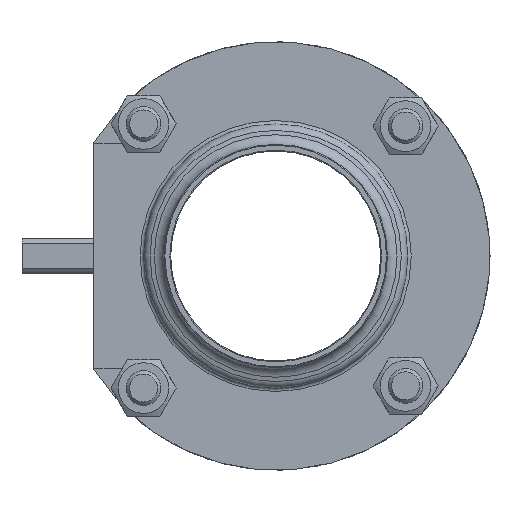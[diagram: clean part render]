
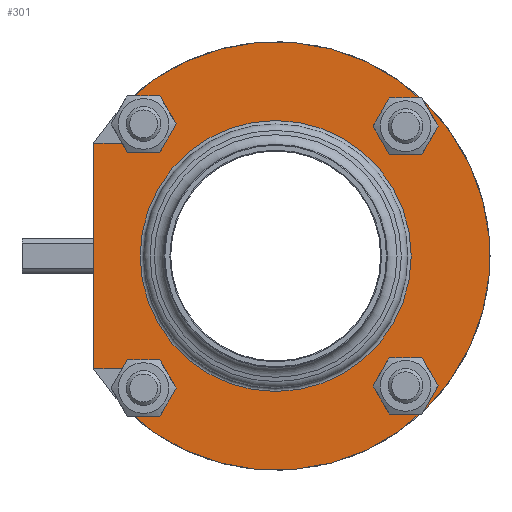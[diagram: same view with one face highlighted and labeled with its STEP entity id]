
A CAD part, left-side view. The second image highlights one B-rep face of the part: STEP entity #301.
In plain terms, the highlighted face is planar.
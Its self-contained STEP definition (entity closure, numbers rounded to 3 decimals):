
#301 = ADVANCED_FACE( '', ( #713, #714, #715, #716 ), #717, .T. );
#713 = FACE_OUTER_BOUND( '', #1389, .T. );
#714 = FACE_BOUND( '', #1390, .T. );
#715 = FACE_BOUND( '', #1391, .T. );
#716 = FACE_BOUND( '', #1392, .T. );
#717 = PLANE( '', #1393 );
#1389 = EDGE_LOOP( '', ( #2490, #2491, #2492, #2493, #2494, #2495, #2496, #2497 ) );
#1390 = EDGE_LOOP( '', ( #2498 ) );
#1391 = EDGE_LOOP( '', ( #2499 ) );
#1392 = EDGE_LOOP( '', ( #2500 ) );
#1393 = AXIS2_PLACEMENT_3D( '', #2501, #2502, #2503 );
#2490 = ORIENTED_EDGE( '', *, *, #3934, .F. );
#2491 = ORIENTED_EDGE( '', *, *, #3931, .F. );
#2492 = ORIENTED_EDGE( '', *, *, #3938, .F. );
#2493 = ORIENTED_EDGE( '', *, *, #3947, .F. );
#2494 = ORIENTED_EDGE( '', *, *, #3948, .T. );
#2495 = ORIENTED_EDGE( '', *, *, #3949, .F. );
#2496 = ORIENTED_EDGE( '', *, *, #3950, .F. );
#2497 = ORIENTED_EDGE( '', *, *, #3951, .F. );
#2498 = ORIENTED_EDGE( '', *, *, #3952, .F. );
#2499 = ORIENTED_EDGE( '', *, *, #3953, .F. );
#2500 = ORIENTED_EDGE( '', *, *, #3954, .F. );
#2501 = CARTESIAN_POINT( '', ( 8., 31.3, 0. ) );
#2502 = DIRECTION( '', ( 1., 0., 0. ) );
#2503 = DIRECTION( '', ( 0., 0., -1. ) );
#3931 = EDGE_CURVE( '', #4598, #4600, #4601, .T. );
#3934 = EDGE_CURVE( '', #4600, #4605, #4606, .T. );
#3938 = EDGE_CURVE( '', #4610, #4598, #4612, .T. );
#3947 = EDGE_CURVE( '', #4628, #4610, #4629, .T. );
#3948 = EDGE_CURVE( '', #4628, #4630, #4631, .T. );
#3949 = EDGE_CURVE( '', #4632, #4630, #4633, .T. );
#3950 = EDGE_CURVE( '', #4634, #4632, #4635, .T. );
#3951 = EDGE_CURVE( '', #4605, #4634, #4636, .T. );
#3952 = EDGE_CURVE( '', #4637, #4637, #4638, .T. );
#3953 = EDGE_CURVE( '', #4639, #4639, #4640, .T. );
#3954 = EDGE_CURVE( '', #4641, #4641, #4642, .T. );
#4598 = VERTEX_POINT( '', #5900 );
#4600 = VERTEX_POINT( '', #5903 );
#4601 = LINE( '', #5904, #5905 );
#4605 = VERTEX_POINT( '', #5911 );
#4606 = LINE( '', #5912, #5913 );
#4610 = VERTEX_POINT( '', #5918 );
#4612 = CIRCLE( '', #5921, 4.5 );
#4628 = VERTEX_POINT( '', #5940 );
#4629 = LINE( '', #5941, #5942 );
#4630 = VERTEX_POINT( '', #5943 );
#4631 = CIRCLE( '', #5944, 49.5 );
#4632 = VERTEX_POINT( '', #5945 );
#4633 = LINE( '', #5946, #5947 );
#4634 = VERTEX_POINT( '', #5948 );
#4635 = CIRCLE( '', #5949, 4.5 );
#4636 = LINE( '', #5950, #5951 );
#4637 = VERTEX_POINT( '', #5952 );
#4638 = CIRCLE( '', #5953, 4.5 );
#4639 = VERTEX_POINT( '', #5954 );
#4640 = CIRCLE( '', #5955, 4.5 );
#4641 = VERTEX_POINT( '', #5956 );
#4642 = CIRCLE( '', #5957, 31.3 );
#5900 = CARTESIAN_POINT( '', ( 8., 30.52, 26. ) );
#5903 = CARTESIAN_POINT( '', ( 8., 42., 26. ) );
#5904 = CARTESIAN_POINT( '', ( 8., 30.52, 26. ) );
#5905 = VECTOR( '', #7796, 1000. );
#5911 = CARTESIAN_POINT( '', ( 8., 42., -26. ) );
#5912 = CARTESIAN_POINT( '', ( 8., 42., 26. ) );
#5913 = VECTOR( '', #7799, 1000. );
#5918 = CARTESIAN_POINT( '', ( 8., 30.52, 35. ) );
#5921 = AXIS2_PLACEMENT_3D( '', #7805, #7806, #7807 );
#5940 = CARTESIAN_POINT( '', ( 8., 35.004, 35. ) );
#5941 = CARTESIAN_POINT( '', ( 8., 50.4, 35. ) );
#5942 = VECTOR( '', #7826, 1000. );
#5943 = CARTESIAN_POINT( '', ( 8., 35.004, -35. ) );
#5944 = AXIS2_PLACEMENT_3D( '', #7827, #7828, #7829 );
#5945 = CARTESIAN_POINT( '', ( 8., 30.52, -35. ) );
#5946 = CARTESIAN_POINT( '', ( 8., 30.52, -35. ) );
#5947 = VECTOR( '', #7830, 1000. );
#5948 = CARTESIAN_POINT( '', ( 8., 30.52, -26. ) );
#5949 = AXIS2_PLACEMENT_3D( '', #7831, #7832, #7833 );
#5950 = CARTESIAN_POINT( '', ( 8., 42., -26. ) );
#5951 = VECTOR( '', #7834, 1000. );
#5952 = CARTESIAN_POINT( '', ( 8., -30., 25.5 ) );
#5953 = AXIS2_PLACEMENT_3D( '', #7835, #7836, #7837 );
#5954 = CARTESIAN_POINT( '', ( 8., -30., -34.5 ) );
#5955 = AXIS2_PLACEMENT_3D( '', #7838, #7839, #7840 );
#5956 = CARTESIAN_POINT( '', ( 8., 0., -31.3 ) );
#5957 = AXIS2_PLACEMENT_3D( '', #7841, #7842, #7843 );
#7796 = DIRECTION( '', ( 0., 1., 0. ) );
#7799 = DIRECTION( '', ( 0., 0., -1. ) );
#7805 = CARTESIAN_POINT( '', ( 8., 30.52, 30.5 ) );
#7806 = DIRECTION( '', ( 1., 0., 0. ) );
#7807 = DIRECTION( '', ( 0., 0., -1. ) );
#7826 = DIRECTION( '', ( 0., -1., 0. ) );
#7827 = CARTESIAN_POINT( '', ( 8., 0., 0. ) );
#7828 = DIRECTION( '', ( 1., 0., 0. ) );
#7829 = DIRECTION( '', ( 0., 0., -1. ) );
#7830 = DIRECTION( '', ( 0., 1., 0. ) );
#7831 = CARTESIAN_POINT( '', ( 8., 30.52, -30.5 ) );
#7832 = DIRECTION( '', ( 1., 0., 0. ) );
#7833 = DIRECTION( '', ( 0., 0., -1. ) );
#7834 = DIRECTION( '', ( 0., -1., 0. ) );
#7835 = CARTESIAN_POINT( '', ( 8., -30., 30. ) );
#7836 = DIRECTION( '', ( 1., 0., 0. ) );
#7837 = DIRECTION( '', ( 0., 0., -1. ) );
#7838 = CARTESIAN_POINT( '', ( 8., -30., -30. ) );
#7839 = DIRECTION( '', ( 1., 0., 0. ) );
#7840 = DIRECTION( '', ( 0., 0., -1. ) );
#7841 = CARTESIAN_POINT( '', ( 8., 0., 0. ) );
#7842 = DIRECTION( '', ( 1., 0., 0. ) );
#7843 = DIRECTION( '', ( 0., 0., -1. ) );
